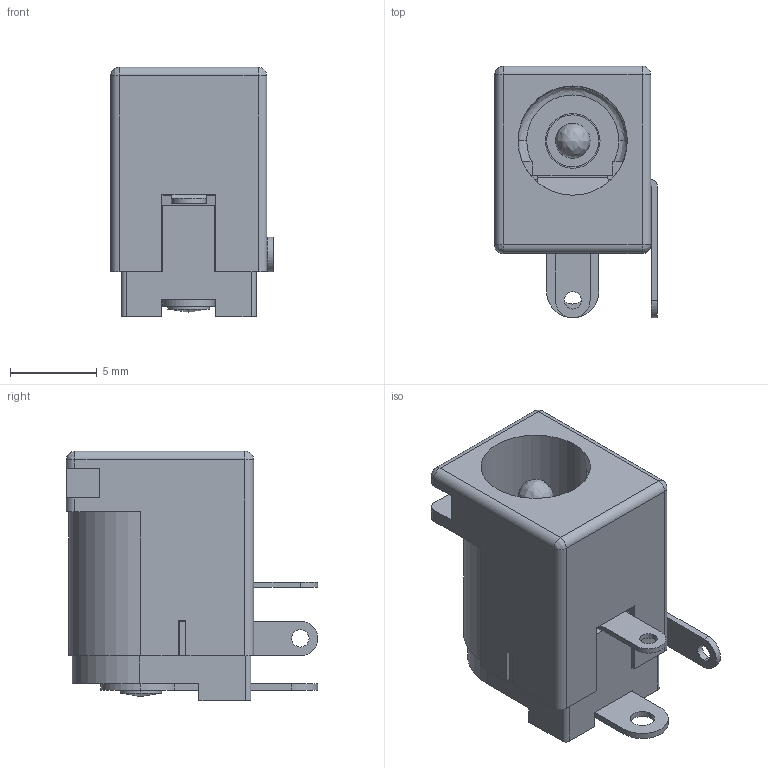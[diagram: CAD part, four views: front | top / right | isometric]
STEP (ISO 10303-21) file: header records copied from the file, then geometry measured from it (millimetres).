
FILE_DESCRIPTION (( 'STEP AP214' ), '1' );
FILE_NAME ('54-00129.STEP', '2023-07-17T04:32:44', ( '' ), ( '' ), 'SwSTEP 2.0', 'SolidWorks 2021', '' );
FILE_SCHEMA (( 'AUTOMOTIVE_DESIGN' ));
Length unit declared in the file: millimetre
Products named in the file (9): 54-00129STP2143.STEP; 54-00129STP2141.STEP; 54-00129STP2142.STEP; 54-00129STP2146.STEP; 54-00129; 54-00129STP2144.STEP; 54-00129STP2145.STEP; 54-00129STP214.STEP
Assembly tree (8 placements, depth 4):
  54-00129
    54-00129
      54-00129STP214.STEP
        54-00129STP2141.STEP
        54-00129STP2142.STEP
        54-00129STP2143.STEP
        54-00129STP2144.STEP
        54-00129STP2145.STEP
        54-00129STP2146.STEP
Bounding box: 9.38 x 14.5 x 14.4 mm (x, y, z)
Volume: 715.7 mm3; surface area: 1659.4 mm2
Topology: 6 solids, 6 shells, 189 faces, 516 edges, 334 vertices
Faces by surface type: plane 113, cylinder 63, bspline 11, cone 2
Entity records: 6493 total; most frequent: CARTESIAN_POINT 1387, ORIENTED_EDGE 1012, DIRECTION 991, EDGE_CURVE 506, LINE 357, VECTOR 357, VERTEX_POINT 334, AXIS2_PLACEMENT_3D 317
